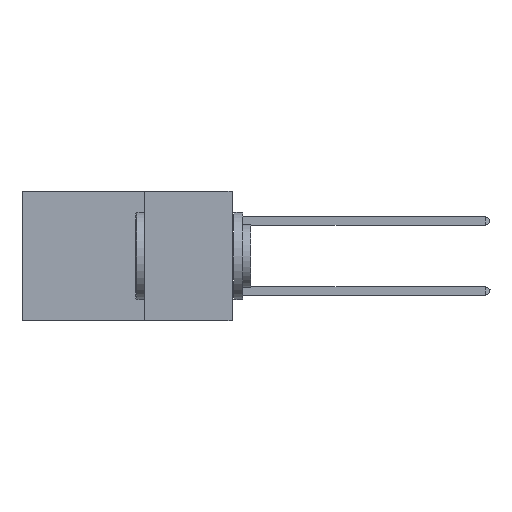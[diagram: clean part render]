
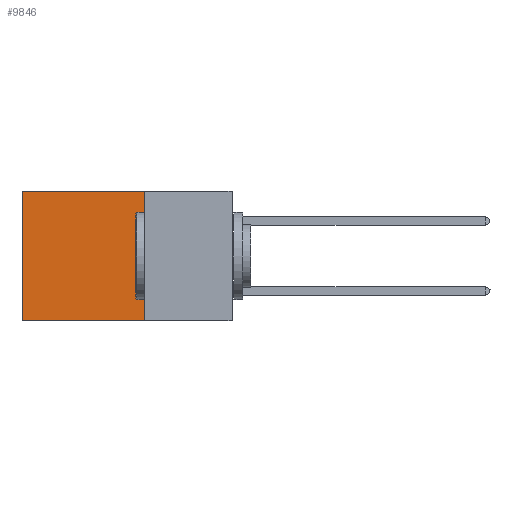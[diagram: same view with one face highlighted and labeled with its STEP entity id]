
A CAD part, left-side view. The second image highlights one B-rep face of the part: STEP entity #9846.
In plain terms, the highlighted planar face has unit normal (-1, 0, 0).
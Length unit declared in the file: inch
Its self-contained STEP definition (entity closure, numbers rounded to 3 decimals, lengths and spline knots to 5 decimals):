
#360 = CARTESIAN_POINT ( 'NONE',  ( 0.2875, 0.25, 0. ) ) ;
#1369 = CARTESIAN_POINT ( 'NONE',  ( 0.2875, 0.25, -0.37 ) ) ;
#3519 = DIRECTION ( 'NONE',  ( 0., 0., -1. ) ) ;
#3816 = AXIS2_PLACEMENT_3D ( 'NONE', #10729, #39739, #17270 ) ;
#6258 = VERTEX_POINT ( 'NONE', #10954 ) ;
#6881 = CARTESIAN_POINT ( 'NONE',  ( 0.2875, 0.25, 0. ) ) ;
#8046 = PLANE ( 'NONE',  #3816 ) ;
#9846 = ADVANCED_FACE ( 'NONE', ( #31190 ), #8046, .F. ) ;
#10729 = CARTESIAN_POINT ( 'NONE',  ( 0.2875, 0.25, 0. ) ) ;
#10954 = CARTESIAN_POINT ( 'NONE',  ( 0.2875, 0.25, 0. ) ) ;
#10960 = EDGE_CURVE ( 'NONE', #6258, #17430, #35154, .T. ) ;
#12258 = CARTESIAN_POINT ( 'NONE',  ( 0.2875, 0.6, 0. ) ) ;
#12631 = VECTOR ( 'NONE', #3519, 39.37008 ) ;
#13000 = EDGE_CURVE ( 'NONE', #6258, #22935, #31956, .T. ) ;
#13012 = CARTESIAN_POINT ( 'NONE',  ( 0.2875, 0.6, 0. ) ) ;
#15425 = ORIENTED_EDGE ( 'NONE', *, *, #30147, .T. ) ;
#16180 = LINE ( 'NONE', #32516, #32444 ) ;
#16741 = DIRECTION ( 'NONE',  ( 0., 1., 0. ) ) ;
#16802 = LINE ( 'NONE', #12258, #24429 ) ;
#16935 = EDGE_CURVE ( 'NONE', #22935, #28109, #16180, .T. ) ;
#17270 = DIRECTION ( 'NONE',  ( 0., 0., -1. ) ) ;
#17430 = VERTEX_POINT ( 'NONE', #13012 ) ;
#22935 = VERTEX_POINT ( 'NONE', #1369 ) ;
#24429 = VECTOR ( 'NONE', #37907, 39.37008 ) ;
#26561 = DIRECTION ( 'NONE',  ( 0., 1., 0. ) ) ;
#28109 = VERTEX_POINT ( 'NONE', #38017 ) ;
#30147 = EDGE_CURVE ( 'NONE', #17430, #28109, #16802, .T. ) ;
#31134 = VECTOR ( 'NONE', #16741, 39.37008 ) ;
#31190 = FACE_OUTER_BOUND ( 'NONE', #39399, .T. ) ;
#31246 = ORIENTED_EDGE ( 'NONE', *, *, #16935, .F. ) ;
#31956 = LINE ( 'NONE', #6881, #12631 ) ;
#32444 = VECTOR ( 'NONE', #26561, 39.37008 ) ;
#32516 = CARTESIAN_POINT ( 'NONE',  ( 0.2875, 0.25, -0.37 ) ) ;
#33855 = ORIENTED_EDGE ( 'NONE', *, *, #13000, .F. ) ;
#35154 = LINE ( 'NONE', #360, #31134 ) ;
#37017 = ORIENTED_EDGE ( 'NONE', *, *, #10960, .T. ) ;
#37907 = DIRECTION ( 'NONE',  ( 0., 0., -1. ) ) ;
#38017 = CARTESIAN_POINT ( 'NONE',  ( 0.2875, 0.6, -0.37 ) ) ;
#39399 = EDGE_LOOP ( 'NONE', ( #15425, #31246, #33855, #37017 ) ) ;
#39739 = DIRECTION ( 'NONE',  ( 1., 0., 0. ) ) ;
